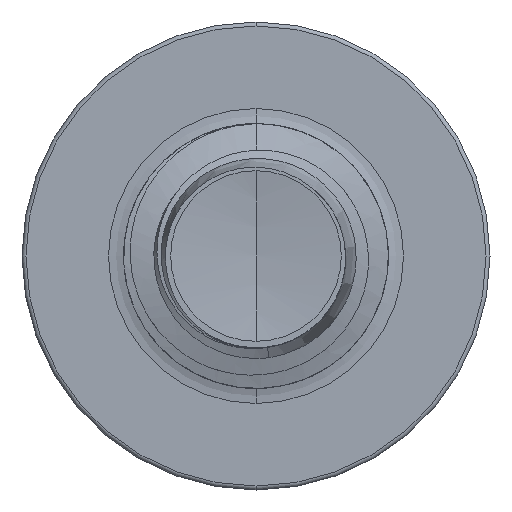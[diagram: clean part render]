
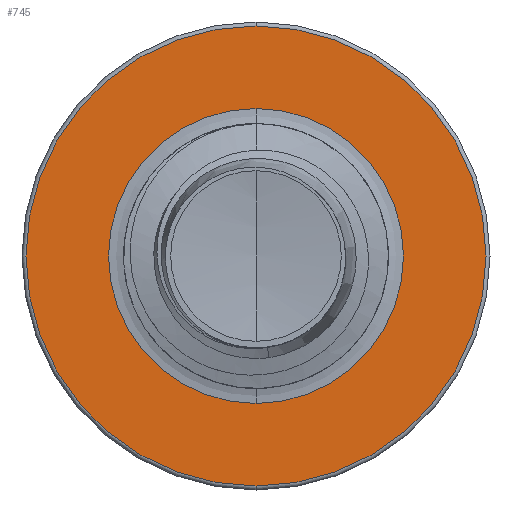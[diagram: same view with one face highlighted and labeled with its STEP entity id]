
A CAD part, front view. The second image highlights one B-rep face of the part: STEP entity #745.
In plain terms, the highlighted planar face has unit normal (0, -1, 0).
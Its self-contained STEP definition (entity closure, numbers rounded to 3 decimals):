
#634 = CARTESIAN_POINT ( 'NONE',  ( 0., 6., 1.67 ) ) ;
#745 = ADVANCED_FACE ( 'NONE', ( #1126, #1520 ), #2522, .F. ) ;
#1093 = AXIS2_PLACEMENT_3D ( 'NONE', #11168, #1604, #12527 ) ;
#1126 = FACE_OUTER_BOUND ( 'NONE', #12343, .T. ) ;
#1263 = CIRCLE ( 'NONE', #3893, 2.605 ) ;
#1520 = FACE_BOUND ( 'NONE', #5204, .T. ) ;
#1604 = DIRECTION ( 'NONE',  ( 0., 1., 0. ) ) ;
#1963 = VERTEX_POINT ( 'NONE', #19473 ) ;
#2251 = VERTEX_POINT ( 'NONE', #10978 ) ;
#2522 = PLANE ( 'NONE',  #13509 ) ;
#2660 = ORIENTED_EDGE ( 'NONE', *, *, #10929, .F. ) ;
#3267 = DIRECTION ( 'NONE',  ( 0., 0., 1. ) ) ;
#3295 = CARTESIAN_POINT ( 'NONE',  ( 0., 6., -1.67 ) ) ;
#3318 = DIRECTION ( 'NONE',  ( 0., 1., 0. ) ) ;
#3893 = AXIS2_PLACEMENT_3D ( 'NONE', #6739, #16479, #8309 ) ;
#5204 = EDGE_LOOP ( 'NONE', ( #18669, #15501 ) ) ;
#5971 = DIRECTION ( 'NONE',  ( 0., 1., 0. ) ) ;
#6133 = VERTEX_POINT ( 'NONE', #634 ) ;
#6739 = CARTESIAN_POINT ( 'NONE',  ( 0., 6., 0. ) ) ;
#6771 = VERTEX_POINT ( 'NONE', #7486 ) ;
#7421 = AXIS2_PLACEMENT_3D ( 'NONE', #17681, #9596, #19090 ) ;
#7486 = CARTESIAN_POINT ( 'NONE',  ( 0., 6., 2.605 ) ) ;
#8309 = DIRECTION ( 'NONE',  ( 0., 0., 1. ) ) ;
#9596 = DIRECTION ( 'NONE',  ( 0., 1., 0. ) ) ;
#10000 = CIRCLE ( 'NONE', #1093, 2.605 ) ;
#10465 = CIRCLE ( 'NONE', #16558, 1.67 ) ;
#10907 = EDGE_CURVE ( 'NONE', #6133, #2251, #10465, .T. ) ;
#10929 = EDGE_CURVE ( 'NONE', #6771, #1963, #1263, .T. ) ;
#10978 = CARTESIAN_POINT ( 'NONE',  ( 0., 6., -1.67 ) ) ;
#10986 = EDGE_CURVE ( 'NONE', #1963, #6771, #10000, .T. ) ;
#11168 = CARTESIAN_POINT ( 'NONE',  ( 0., 6., 0. ) ) ;
#12343 = EDGE_LOOP ( 'NONE', ( #2660, #12687 ) ) ;
#12472 = CARTESIAN_POINT ( 'NONE',  ( 0., 6., 0. ) ) ;
#12527 = DIRECTION ( 'NONE',  ( 0., 0., 1. ) ) ;
#12687 = ORIENTED_EDGE ( 'NONE', *, *, #10986, .F. ) ;
#13509 = AXIS2_PLACEMENT_3D ( 'NONE', #3295, #5971, #3267 ) ;
#13809 = DIRECTION ( 'NONE',  ( 0., 0., 1. ) ) ;
#15501 = ORIENTED_EDGE ( 'NONE', *, *, #18377, .T. ) ;
#15903 = CIRCLE ( 'NONE', #7421, 1.67 ) ;
#16479 = DIRECTION ( 'NONE',  ( 0., 1., 0. ) ) ;
#16558 = AXIS2_PLACEMENT_3D ( 'NONE', #12472, #3318, #13809 ) ;
#17681 = CARTESIAN_POINT ( 'NONE',  ( 0., 6., 0. ) ) ;
#18377 = EDGE_CURVE ( 'NONE', #2251, #6133, #15903, .T. ) ;
#18669 = ORIENTED_EDGE ( 'NONE', *, *, #10907, .T. ) ;
#19090 = DIRECTION ( 'NONE',  ( 0., 0., 1. ) ) ;
#19473 = CARTESIAN_POINT ( 'NONE',  ( 0., 6., -2.605 ) ) ;
